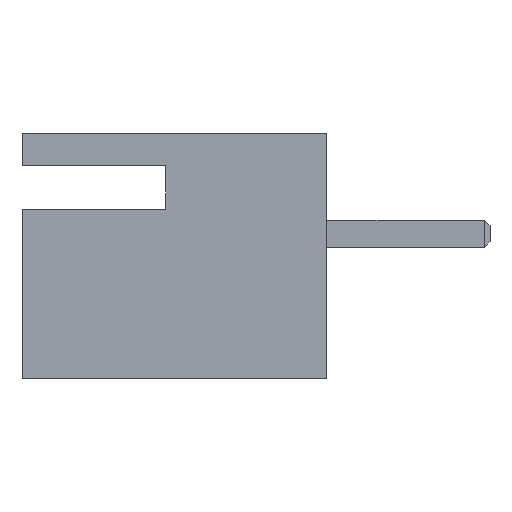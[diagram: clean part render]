
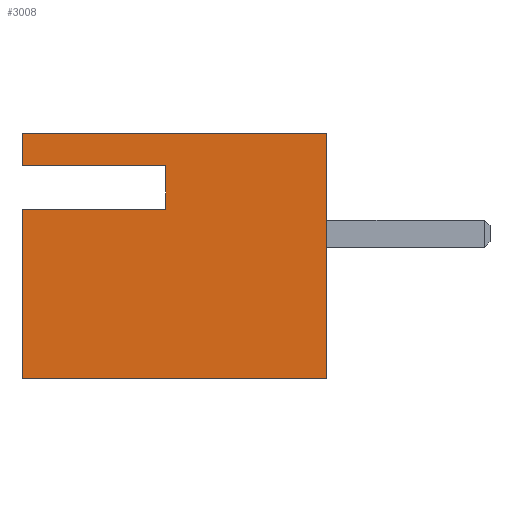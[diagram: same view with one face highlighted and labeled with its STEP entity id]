
A CAD part, left-side view. The second image highlights one B-rep face of the part: STEP entity #3008.
In plain terms, the highlighted planar face has unit normal (-1, 0, 0).
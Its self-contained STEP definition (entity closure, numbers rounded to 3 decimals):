
#1043 = PLANE('',#1044);
#1044 = AXIS2_PLACEMENT_3D('',#1045,#1046,#1047);
#1045 = CARTESIAN_POINT('',(7.391,7.112,0.));
#1046 = DIRECTION('',(0.,0.,-1.));
#1047 = DIRECTION('',(-1.,0.,0.));
#1099 = PLANE('',#1100);
#1100 = AXIS2_PLACEMENT_3D('',#1101,#1102,#1103);
#1101 = CARTESIAN_POINT('',(7.391,7.112,-5.74));
#1102 = DIRECTION('',(0.,0.,1.));
#1103 = DIRECTION('',(1.,0.,0.));
#1866 = PLANE('',#1867);
#1867 = AXIS2_PLACEMENT_3D('',#1868,#1869,#1870);
#1868 = CARTESIAN_POINT('',(7.391,7.112,-0.762));
#1869 = DIRECTION('',(0.,0.,-1.));
#1870 = DIRECTION('',(-1.,0.,0.));
#2215 = PLANE('',#2216);
#2216 = AXIS2_PLACEMENT_3D('',#2217,#2218,#2219);
#2217 = CARTESIAN_POINT('',(7.391,0.,-5.74));
#2218 = DIRECTION('',(0.,-1.,0.));
#2219 = DIRECTION('',(0.,0.,-1.));
#2235 = VERTEX_POINT('',#2236);
#2236 = CARTESIAN_POINT('',(0.,0.,0.));
#2257 = EDGE_CURVE('',#2258,#2235,#2260,.T.);
#2258 = VERTEX_POINT('',#2259);
#2259 = CARTESIAN_POINT('',(0.,0.,-5.74));
#2260 = SURFACE_CURVE('',#2261,(#2265,#2272),.PCURVE_S1.);
#2261 = LINE('',#2262,#2263);
#2262 = CARTESIAN_POINT('',(0.,0.,-5.74));
#2263 = VECTOR('',#2264,1.);
#2264 = DIRECTION('',(0.,0.,1.));
#2265 = PCURVE('',#2215,#2266);
#2266 = DEFINITIONAL_REPRESENTATION('',(#2267),#2271);
#2267 = LINE('',#2268,#2269);
#2268 = CARTESIAN_POINT('',(-0.,-7.391));
#2269 = VECTOR('',#2270,1.);
#2270 = DIRECTION('',(-1.,0.));
#2271 = ( GEOMETRIC_REPRESENTATION_CONTEXT(2) 
PARAMETRIC_REPRESENTATION_CONTEXT() REPRESENTATION_CONTEXT('2D SPACE',''
  ) );
#2272 = PCURVE('',#2273,#2278);
#2273 = PLANE('',#2274);
#2274 = AXIS2_PLACEMENT_3D('',#2275,#2276,#2277);
#2275 = CARTESIAN_POINT('',(0.,7.112,-5.74));
#2276 = DIRECTION('',(1.,0.,0.));
#2277 = DIRECTION('',(0.,0.,-1.));
#2278 = DEFINITIONAL_REPRESENTATION('',(#2279),#2283);
#2279 = LINE('',#2280,#2281);
#2280 = CARTESIAN_POINT('',(0.,-7.112));
#2281 = VECTOR('',#2282,1.);
#2282 = DIRECTION('',(-1.,0.));
#2283 = ( GEOMETRIC_REPRESENTATION_CONTEXT(2) 
PARAMETRIC_REPRESENTATION_CONTEXT() REPRESENTATION_CONTEXT('2D SPACE',''
  ) );
#2310 = VERTEX_POINT('',#2311);
#2311 = CARTESIAN_POINT('',(0.,7.112,-0.762));
#2320 = PLANE('',#2321);
#2321 = AXIS2_PLACEMENT_3D('',#2322,#2323,#2324);
#2322 = CARTESIAN_POINT('',(7.391,7.112,-5.74));
#2323 = DIRECTION('',(0.,-1.,0.));
#2324 = DIRECTION('',(0.,0.,-1.));
#2339 = EDGE_CURVE('',#2310,#2340,#2342,.T.);
#2340 = VERTEX_POINT('',#2341);
#2341 = CARTESIAN_POINT('',(0.,7.112,0.));
#2342 = SURFACE_CURVE('',#2343,(#2347,#2354),.PCURVE_S1.);
#2343 = LINE('',#2344,#2345);
#2344 = CARTESIAN_POINT('',(0.,7.112,-5.74));
#2345 = VECTOR('',#2346,1.);
#2346 = DIRECTION('',(0.,0.,1.));
#2347 = PCURVE('',#2320,#2348);
#2348 = DEFINITIONAL_REPRESENTATION('',(#2349),#2353);
#2349 = LINE('',#2350,#2351);
#2350 = CARTESIAN_POINT('',(-0.,-7.391));
#2351 = VECTOR('',#2352,1.);
#2352 = DIRECTION('',(-1.,0.));
#2353 = ( GEOMETRIC_REPRESENTATION_CONTEXT(2) 
PARAMETRIC_REPRESENTATION_CONTEXT() REPRESENTATION_CONTEXT('2D SPACE',''
  ) );
#2354 = PCURVE('',#2273,#2355);
#2355 = DEFINITIONAL_REPRESENTATION('',(#2356),#2360);
#2356 = LINE('',#2357,#2358);
#2357 = CARTESIAN_POINT('',(0.,0.));
#2358 = VECTOR('',#2359,1.);
#2359 = DIRECTION('',(-1.,0.));
#2360 = ( GEOMETRIC_REPRESENTATION_CONTEXT(2) 
PARAMETRIC_REPRESENTATION_CONTEXT() REPRESENTATION_CONTEXT('2D SPACE',''
  ) );
#2524 = EDGE_CURVE('',#2525,#2527,#2529,.T.);
#2525 = VERTEX_POINT('',#2526);
#2526 = CARTESIAN_POINT('',(0.,7.112,-5.74));
#2527 = VERTEX_POINT('',#2528);
#2528 = CARTESIAN_POINT('',(0.,7.112,-1.778));
#2529 = SURFACE_CURVE('',#2530,(#2534,#2546),.PCURVE_S1.);
#2530 = LINE('',#2531,#2532);
#2531 = CARTESIAN_POINT('',(0.,7.112,-5.74));
#2532 = VECTOR('',#2533,1.);
#2533 = DIRECTION('',(0.,0.,1.));
#2534 = PCURVE('',#2535,#2540);
#2535 = PLANE('',#2536);
#2536 = AXIS2_PLACEMENT_3D('',#2537,#2538,#2539);
#2537 = CARTESIAN_POINT('',(7.391,7.112,-5.74));
#2538 = DIRECTION('',(0.,-1.,0.));
#2539 = DIRECTION('',(0.,0.,-1.));
#2540 = DEFINITIONAL_REPRESENTATION('',(#2541),#2545);
#2541 = LINE('',#2542,#2543);
#2542 = CARTESIAN_POINT('',(-0.,-7.391));
#2543 = VECTOR('',#2544,1.);
#2544 = DIRECTION('',(-1.,0.));
#2545 = ( GEOMETRIC_REPRESENTATION_CONTEXT(2) 
PARAMETRIC_REPRESENTATION_CONTEXT() REPRESENTATION_CONTEXT('2D SPACE',''
  ) );
#2546 = PCURVE('',#2273,#2547);
#2547 = DEFINITIONAL_REPRESENTATION('',(#2548),#2552);
#2548 = LINE('',#2549,#2550);
#2549 = CARTESIAN_POINT('',(0.,0.));
#2550 = VECTOR('',#2551,1.);
#2551 = DIRECTION('',(-1.,0.));
#2552 = ( GEOMETRIC_REPRESENTATION_CONTEXT(2) 
PARAMETRIC_REPRESENTATION_CONTEXT() REPRESENTATION_CONTEXT('2D SPACE',''
  ) );
#2570 = PLANE('',#2571);
#2571 = AXIS2_PLACEMENT_3D('',#2572,#2573,#2574);
#2572 = CARTESIAN_POINT('',(0.,7.112,-1.778));
#2573 = DIRECTION('',(0.,0.,-1.));
#2574 = DIRECTION('',(0.,1.,0.));
#2942 = EDGE_CURVE('',#2525,#2258,#2943,.T.);
#2943 = SURFACE_CURVE('',#2944,(#2948,#2955),.PCURVE_S1.);
#2944 = LINE('',#2945,#2946);
#2945 = CARTESIAN_POINT('',(0.,7.112,-5.74));
#2946 = VECTOR('',#2947,1.);
#2947 = DIRECTION('',(-0.,-1.,-0.));
#2948 = PCURVE('',#1099,#2949);
#2949 = DEFINITIONAL_REPRESENTATION('',(#2950),#2954);
#2950 = LINE('',#2951,#2952);
#2951 = CARTESIAN_POINT('',(-7.391,0.));
#2952 = VECTOR('',#2953,1.);
#2953 = DIRECTION('',(0.,-1.));
#2954 = ( GEOMETRIC_REPRESENTATION_CONTEXT(2) 
PARAMETRIC_REPRESENTATION_CONTEXT() REPRESENTATION_CONTEXT('2D SPACE',''
  ) );
#2955 = PCURVE('',#2273,#2956);
#2956 = DEFINITIONAL_REPRESENTATION('',(#2957),#2961);
#2957 = LINE('',#2958,#2959);
#2958 = CARTESIAN_POINT('',(0.,0.));
#2959 = VECTOR('',#2960,1.);
#2960 = DIRECTION('',(0.,-1.));
#2961 = ( GEOMETRIC_REPRESENTATION_CONTEXT(2) 
PARAMETRIC_REPRESENTATION_CONTEXT() REPRESENTATION_CONTEXT('2D SPACE',''
  ) );
#3008 = ADVANCED_FACE('',(#3009),#2273,.F.);
#3009 = FACE_BOUND('',#3010,.T.);
#3010 = EDGE_LOOP('',(#3011,#3012,#3035,#3063,#3084,#3085,#3086,#3087));
#3011 = ORIENTED_EDGE('',*,*,#2339,.F.);
#3012 = ORIENTED_EDGE('',*,*,#3013,.T.);
#3013 = EDGE_CURVE('',#2310,#3014,#3016,.T.);
#3014 = VERTEX_POINT('',#3015);
#3015 = CARTESIAN_POINT('',(0.,3.759,-0.762));
#3016 = SURFACE_CURVE('',#3017,(#3021,#3028),.PCURVE_S1.);
#3017 = LINE('',#3018,#3019);
#3018 = CARTESIAN_POINT('',(0.,7.112,-0.762));
#3019 = VECTOR('',#3020,1.);
#3020 = DIRECTION('',(0.,-1.,0.));
#3021 = PCURVE('',#2273,#3022);
#3022 = DEFINITIONAL_REPRESENTATION('',(#3023),#3027);
#3023 = LINE('',#3024,#3025);
#3024 = CARTESIAN_POINT('',(-4.978,0.));
#3025 = VECTOR('',#3026,1.);
#3026 = DIRECTION('',(0.,-1.));
#3027 = ( GEOMETRIC_REPRESENTATION_CONTEXT(2) 
PARAMETRIC_REPRESENTATION_CONTEXT() REPRESENTATION_CONTEXT('2D SPACE',''
  ) );
#3028 = PCURVE('',#1866,#3029);
#3029 = DEFINITIONAL_REPRESENTATION('',(#3030),#3034);
#3030 = LINE('',#3031,#3032);
#3031 = CARTESIAN_POINT('',(7.391,0.));
#3032 = VECTOR('',#3033,1.);
#3033 = DIRECTION('',(0.,-1.));
#3034 = ( GEOMETRIC_REPRESENTATION_CONTEXT(2) 
PARAMETRIC_REPRESENTATION_CONTEXT() REPRESENTATION_CONTEXT('2D SPACE',''
  ) );
#3035 = ORIENTED_EDGE('',*,*,#3036,.T.);
#3036 = EDGE_CURVE('',#3014,#3037,#3039,.T.);
#3037 = VERTEX_POINT('',#3038);
#3038 = CARTESIAN_POINT('',(0.,3.759,-1.778));
#3039 = SURFACE_CURVE('',#3040,(#3044,#3051),.PCURVE_S1.);
#3040 = LINE('',#3041,#3042);
#3041 = CARTESIAN_POINT('',(0.,3.759,-0.762));
#3042 = VECTOR('',#3043,1.);
#3043 = DIRECTION('',(0.,0.,-1.));
#3044 = PCURVE('',#2273,#3045);
#3045 = DEFINITIONAL_REPRESENTATION('',(#3046),#3050);
#3046 = LINE('',#3047,#3048);
#3047 = CARTESIAN_POINT('',(-4.978,-3.353));
#3048 = VECTOR('',#3049,1.);
#3049 = DIRECTION('',(1.,0.));
#3050 = ( GEOMETRIC_REPRESENTATION_CONTEXT(2) 
PARAMETRIC_REPRESENTATION_CONTEXT() REPRESENTATION_CONTEXT('2D SPACE',''
  ) );
#3051 = PCURVE('',#3052,#3057);
#3052 = PLANE('',#3053);
#3053 = AXIS2_PLACEMENT_3D('',#3054,#3055,#3056);
#3054 = CARTESIAN_POINT('',(0.,3.759,-0.762));
#3055 = DIRECTION('',(0.,-1.,0.));
#3056 = DIRECTION('',(0.,0.,-1.));
#3057 = DEFINITIONAL_REPRESENTATION('',(#3058),#3062);
#3058 = LINE('',#3059,#3060);
#3059 = CARTESIAN_POINT('',(0.,0.));
#3060 = VECTOR('',#3061,1.);
#3061 = DIRECTION('',(1.,0.));
#3062 = ( GEOMETRIC_REPRESENTATION_CONTEXT(2) 
PARAMETRIC_REPRESENTATION_CONTEXT() REPRESENTATION_CONTEXT('2D SPACE',''
  ) );
#3063 = ORIENTED_EDGE('',*,*,#3064,.T.);
#3064 = EDGE_CURVE('',#3037,#2527,#3065,.T.);
#3065 = SURFACE_CURVE('',#3066,(#3070,#3077),.PCURVE_S1.);
#3066 = LINE('',#3067,#3068);
#3067 = CARTESIAN_POINT('',(0.,7.112,-1.778));
#3068 = VECTOR('',#3069,1.);
#3069 = DIRECTION('',(0.,1.,0.));
#3070 = PCURVE('',#2273,#3071);
#3071 = DEFINITIONAL_REPRESENTATION('',(#3072),#3076);
#3072 = LINE('',#3073,#3074);
#3073 = CARTESIAN_POINT('',(-3.962,0.));
#3074 = VECTOR('',#3075,1.);
#3075 = DIRECTION('',(0.,1.));
#3076 = ( GEOMETRIC_REPRESENTATION_CONTEXT(2) 
PARAMETRIC_REPRESENTATION_CONTEXT() REPRESENTATION_CONTEXT('2D SPACE',''
  ) );
#3077 = PCURVE('',#2570,#3078);
#3078 = DEFINITIONAL_REPRESENTATION('',(#3079),#3083);
#3079 = LINE('',#3080,#3081);
#3080 = CARTESIAN_POINT('',(0.,0.));
#3081 = VECTOR('',#3082,1.);
#3082 = DIRECTION('',(1.,0.));
#3083 = ( GEOMETRIC_REPRESENTATION_CONTEXT(2) 
PARAMETRIC_REPRESENTATION_CONTEXT() REPRESENTATION_CONTEXT('2D SPACE',''
  ) );
#3084 = ORIENTED_EDGE('',*,*,#2524,.F.);
#3085 = ORIENTED_EDGE('',*,*,#2942,.T.);
#3086 = ORIENTED_EDGE('',*,*,#2257,.T.);
#3087 = ORIENTED_EDGE('',*,*,#3088,.F.);
#3088 = EDGE_CURVE('',#2340,#2235,#3089,.T.);
#3089 = SURFACE_CURVE('',#3090,(#3094,#3101),.PCURVE_S1.);
#3090 = LINE('',#3091,#3092);
#3091 = CARTESIAN_POINT('',(0.,7.112,0.));
#3092 = VECTOR('',#3093,1.);
#3093 = DIRECTION('',(-0.,-1.,-0.));
#3094 = PCURVE('',#2273,#3095);
#3095 = DEFINITIONAL_REPRESENTATION('',(#3096),#3100);
#3096 = LINE('',#3097,#3098);
#3097 = CARTESIAN_POINT('',(-5.74,0.));
#3098 = VECTOR('',#3099,1.);
#3099 = DIRECTION('',(0.,-1.));
#3100 = ( GEOMETRIC_REPRESENTATION_CONTEXT(2) 
PARAMETRIC_REPRESENTATION_CONTEXT() REPRESENTATION_CONTEXT('2D SPACE',''
  ) );
#3101 = PCURVE('',#1043,#3102);
#3102 = DEFINITIONAL_REPRESENTATION('',(#3103),#3107);
#3103 = LINE('',#3104,#3105);
#3104 = CARTESIAN_POINT('',(7.391,0.));
#3105 = VECTOR('',#3106,1.);
#3106 = DIRECTION('',(0.,-1.));
#3107 = ( GEOMETRIC_REPRESENTATION_CONTEXT(2) 
PARAMETRIC_REPRESENTATION_CONTEXT() REPRESENTATION_CONTEXT('2D SPACE',''
  ) );
